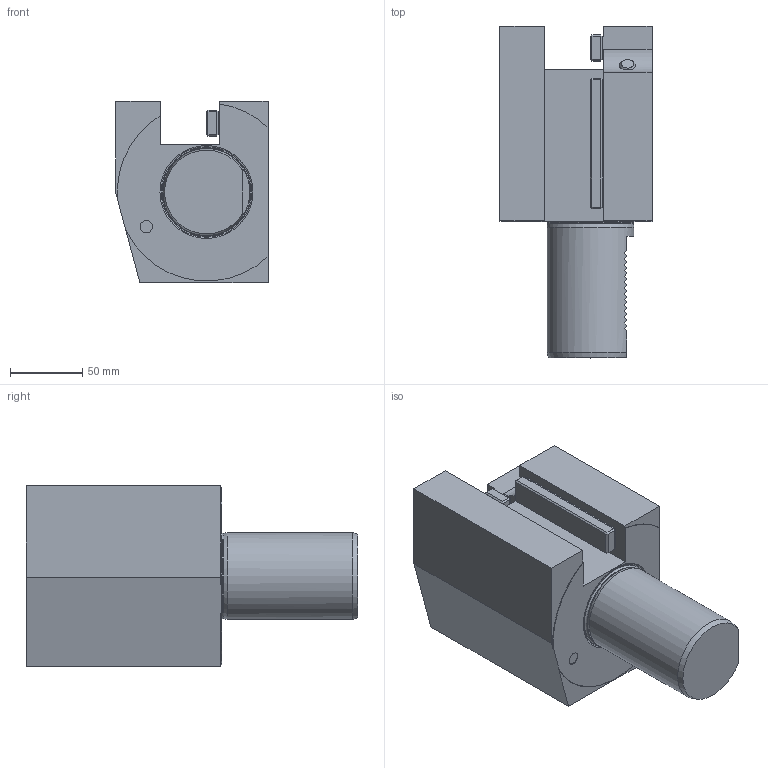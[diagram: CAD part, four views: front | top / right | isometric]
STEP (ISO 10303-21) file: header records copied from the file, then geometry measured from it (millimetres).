
FILE_DESCRIPTION (( 'STEP AP214' ), '1' );
FILE_NAME ('D1-S160X32.STEP', '2025-07-14T11:33:31', ( '' ), ( '' ), 'SwSTEP 2.0', 'SolidWorks 2023', '' );
FILE_SCHEMA (( 'AUTOMOTIVE_DESIGN' ));
Length unit declared in the file: millimetre
Products named in the file (1): D1-S160X32
Bounding box: 105 x 229 x 125 mm (x, y, z)
Volume: 1669547.3 mm3; surface area: 114506.5 mm2
Topology: 1 solids, 1 shells, 389 faces, 1002 edges, 649 vertices
Faces by surface type: plane 271, bspline 65, cylinder 47, torus 3, cone 2, sphere 1
Full cylindrical faces by diameter (mm): 1.7 x1, 2.1 x1, 6.366 x1, 8.5 x1, 58.7 x1, 60 x1
Entity records: 17860 total; most frequent: CARTESIAN_POINT 6514, ORIENTED_EDGE 1980, DIRECTION 1496, EDGE_CURVE 990, VECTOR 700, LINE 700, VERTEX_POINT 647, EDGE_LOOP 433
